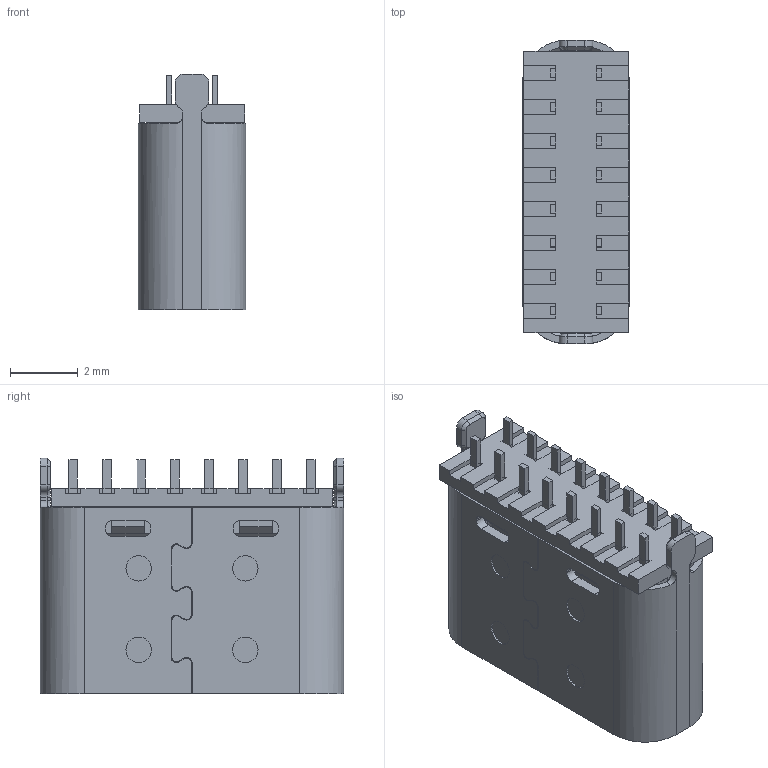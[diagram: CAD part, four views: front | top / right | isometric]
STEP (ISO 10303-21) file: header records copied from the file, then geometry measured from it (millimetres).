
FILE_DESCRIPTION (( 'STEP AP203' ), '1' );
FILE_NAME ('TYPE-C 16PIN-蕾脣6.0H.STEP', '2024-12-09T07:14:21', ( 'User' ), ( 'China' ), 'SwSTEP 2.0', 'SolidWorks 2021', '' );
FILE_SCHEMA (( 'CONFIG_CONTROL_DESIGN' ));
Length unit declared in the file: millimetre
Products named in the file (1): TYPE-C 16PIN-蕾脣6.0H
Bounding box: 3.16 x 8.94 x 6.95 mm (x, y, z)
Volume: 93.1 mm3; surface area: 512.3 mm2
Topology: 20 solids, 24 shells, 1197 faces, 3447 edges, 2306 vertices
Faces by surface type: plane 759, cylinder 406, cone 28, bspline 4
Entity records: 39624 total; most frequent: CARTESIAN_POINT 7383, ORIENTED_EDGE 6894, DIRECTION 6607, EDGE_CURVE 3447, LINE 2555, VECTOR 2555, VERTEX_POINT 2306, AXIS2_PLACEMENT_3D 2026
